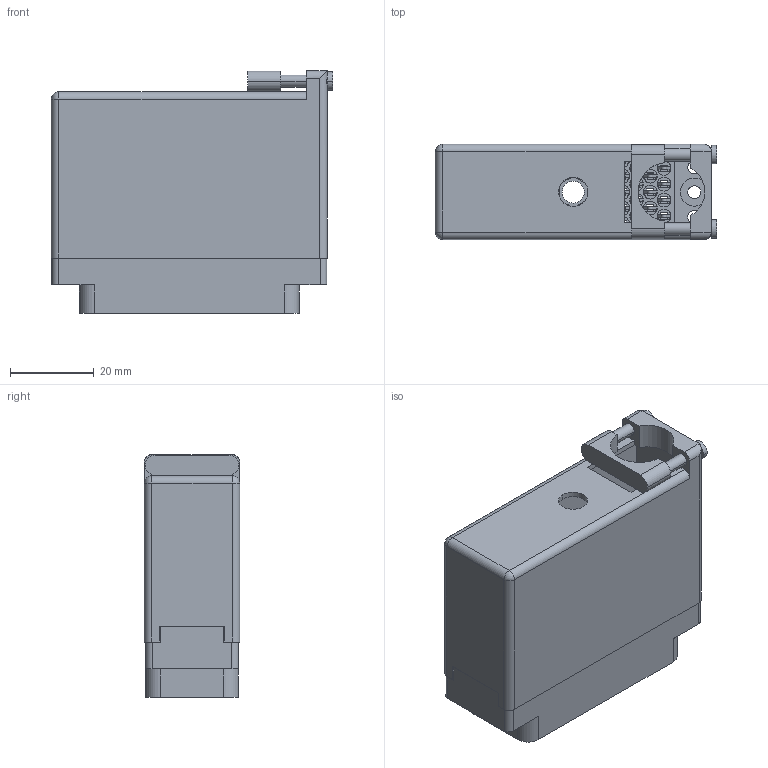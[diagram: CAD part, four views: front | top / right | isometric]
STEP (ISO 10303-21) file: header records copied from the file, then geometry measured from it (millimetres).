
FILE_DESCRIPTION (( 'STEP AP203' ), '1' );
FILE_NAME ('516-056-540-560.STEP', '2020-03-10T11:10:38', ( '' ), ( '' ), 'SwSTEP 2.0', 'SolidWorks 2016', '' );
FILE_SCHEMA (( 'CONFIG_CONTROL_DESIGN' ));
Length unit declared in the file: inch
Products named in the file (4): 516-292-001_540 Contact; 516 Plug Insulator_056; 516-056-540-560; 516-230-001_Metal - 056 Top Entry
Assembly tree (58 placements, depth 2):
  516-056-540-560
    516 Plug Insulator_056
    516-292-001_540 Contact  x56
    516-230-001_Metal - 056 Top Entry
Bounding box: 67.31 x 22.83 x 58.12 mm (x, y, z)
Volume: 24264 mm3; surface area: 43510.5 mm2
Topology: 58 solids, 58 shells, 5313 faces, 15420 edges, 10236 vertices
Faces by surface type: plane 3282, cylinder 1691, bspline 336, cone 2, sphere 2
Entity records: 47643 total; most frequent: CARTESIAN_POINT 8365, ORIENTED_EDGE 7956, DIRECTION 7712, EDGE_CURVE 3978, LINE 2980, VECTOR 2980, VERTEX_POINT 2646, AXIS2_PLACEMENT_3D 2366
